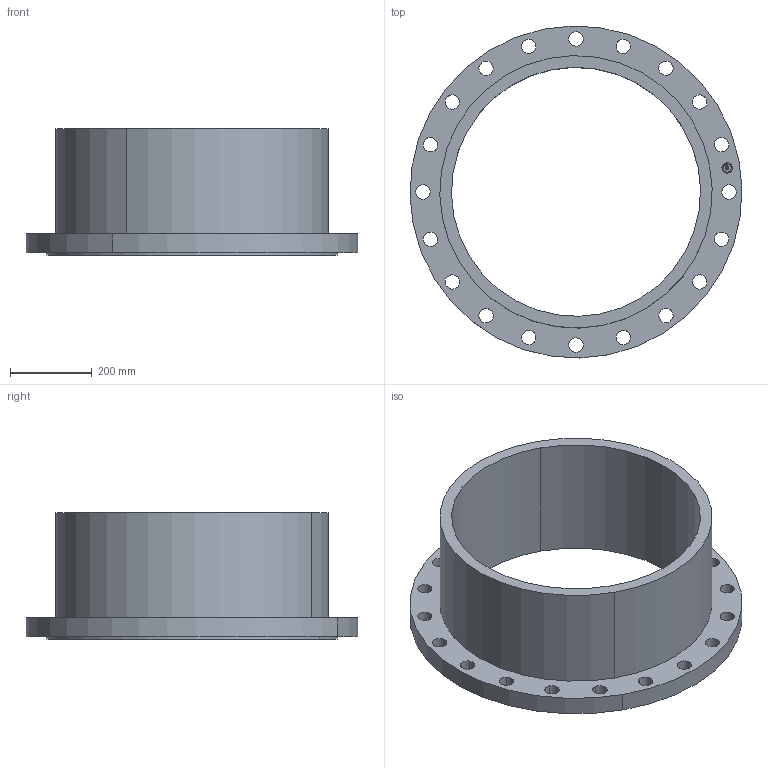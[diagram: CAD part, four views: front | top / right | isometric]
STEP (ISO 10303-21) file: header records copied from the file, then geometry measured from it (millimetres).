
FILE_DESCRIPTION(('3D STEP'),'2;1');
FILE_NAME('24-150-LWN-RTJ-STD-CONN-FLANGE.stp','2013-11-29T06:18:16+00:00',('Texas Flange'),(''),'CATIA Version 5 Release 20 SP 6 (IN-10)','CATIA V5 STEP AP214','800-826-3801');
FILE_SCHEMA(('AUTOMOTIVE_DESIGN { 1 0 10303 214 1 1 1 1 }'));
Length unit declared in the file: inch
Products named in the file (1): 24-150-LWN-RTJ-STD-CONN-FLANGE
Bounding box: 812.57 x 812.57 x 309.56 mm (x, y, z)
Volume: 24903102.6 mm3; surface area: 1797727.8 mm2
Topology: 1 solids, 1 shells, 447 faces, 1268 edges, 844 vertices
Faces by surface type: plane 371, cylinder 68, cone 4, torus 4
Entity records: 16611 total; most frequent: ORIENTED_EDGE 2536, CARTESIAN_POINT 2496, DIRECTION 2034, EDGE_CURVE 1268, VECTOR 1116, LINE 1116, VERTEX_POINT 844, AXIS2_PLACEMENT_3D 536
